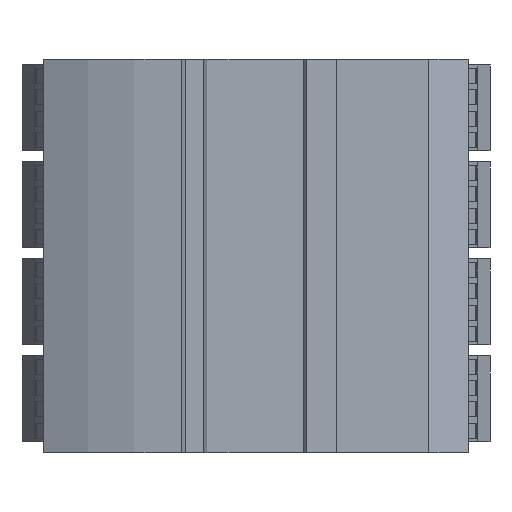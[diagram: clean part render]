
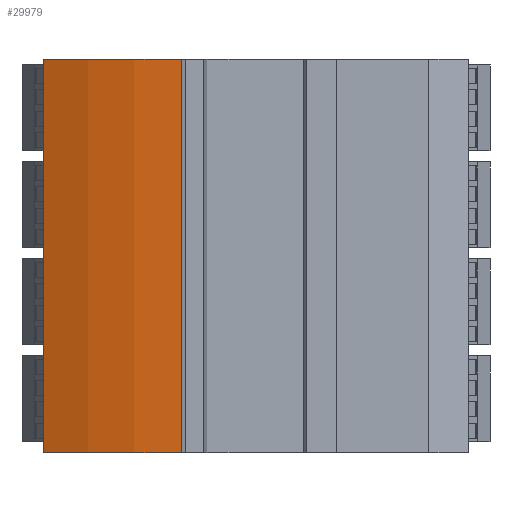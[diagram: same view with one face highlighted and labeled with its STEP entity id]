
A CAD part, left-side view. The second image highlights one B-rep face of the part: STEP entity #29979.
In plain terms, the highlighted cylindrical face has radius 80 mm (diameter 160 mm), a partial arc.
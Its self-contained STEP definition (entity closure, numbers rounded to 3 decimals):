
#440 = EDGE_CURVE ( 'NONE', #21295, #18386, #2270, .T. ) ;
#1047 = EDGE_CURVE ( 'NONE', #1227, #21295, #45979, .T. ) ;
#1227 = VERTEX_POINT ( 'NONE', #18047 ) ;
#2270 = CIRCLE ( 'NONE', #35217, 80. ) ;
#2304 = CARTESIAN_POINT ( 'NONE',  ( -45.825, 48.283, -51.567 ) ) ;
#3951 = CARTESIAN_POINT ( 'NONE',  ( 45.825, 48.283, -51.567 ) ) ;
#4216 = CARTESIAN_POINT ( 'NONE',  ( -45.825, 16.188, -60.03 ) ) ;
#5973 = FACE_OUTER_BOUND ( 'NONE', #38024, .T. ) ;
#6459 = EDGE_CURVE ( 'NONE', #1227, #36255, #44176, .T. ) ;
#6639 = LINE ( 'NONE', #2304, #32380 ) ;
#9791 = AXIS2_PLACEMENT_3D ( 'NONE', #43665, #35559, #46934 ) ;
#10046 = CYLINDRICAL_SURFACE ( 'NONE', #9791, 80. ) ;
#15214 = CARTESIAN_POINT ( 'NONE',  ( -45.825, 48.283, -51.567 ) ) ;
#16963 = DIRECTION ( 'NONE',  ( 1., 0., 0. ) ) ;
#17369 = CARTESIAN_POINT ( 'NONE',  ( 45.825, 16.188, -60.03 ) ) ;
#18047 = CARTESIAN_POINT ( 'NONE',  ( -45.825, 16.188, -60.03 ) ) ;
#18386 = VERTEX_POINT ( 'NONE', #3951 ) ;
#20150 = ORIENTED_EDGE ( 'NONE', *, *, #440, .F. ) ;
#21295 = VERTEX_POINT ( 'NONE', #17369 ) ;
#22515 = AXIS2_PLACEMENT_3D ( 'NONE', #31368, #27279, #48410 ) ;
#26839 = CARTESIAN_POINT ( 'NONE',  ( 45.825, 12.281, 19.875 ) ) ;
#26882 = VECTOR ( 'NONE', #16963, 1000. ) ;
#27279 = DIRECTION ( 'NONE',  ( 1., 0., 0. ) ) ;
#28822 = ORIENTED_EDGE ( 'NONE', *, *, #33249, .T. ) ;
#29979 = ADVANCED_FACE ( 'NONE', ( #5973 ), #10046, .T. ) ;
#31368 = CARTESIAN_POINT ( 'NONE',  ( -45.825, 12.281, 19.875 ) ) ;
#31886 = DIRECTION ( 'NONE',  ( 1., 0., 0. ) ) ;
#32380 = VECTOR ( 'NONE', #31886, 1000. ) ;
#33249 = EDGE_CURVE ( 'NONE', #36255, #18386, #6639, .T. ) ;
#34742 = DIRECTION ( 'NONE',  ( 1., 0., 0. ) ) ;
#35217 = AXIS2_PLACEMENT_3D ( 'NONE', #26839, #34742, #50707 ) ;
#35559 = DIRECTION ( 'NONE',  ( -1., 0., 0. ) ) ;
#36255 = VERTEX_POINT ( 'NONE', #15214 ) ;
#38024 = EDGE_LOOP ( 'NONE', ( #28822, #20150, #51278, #46237 ) ) ;
#43665 = CARTESIAN_POINT ( 'NONE',  ( -45.825, 12.281, 19.875 ) ) ;
#44176 = CIRCLE ( 'NONE', #22515, 80. ) ;
#45979 = LINE ( 'NONE', #4216, #26882 ) ;
#46237 = ORIENTED_EDGE ( 'NONE', *, *, #6459, .T. ) ;
#46934 = DIRECTION ( 'NONE',  ( 0., 0., -1. ) ) ;
#48410 = DIRECTION ( 'NONE',  ( 0., 0.049, -0.999 ) ) ;
#50707 = DIRECTION ( 'NONE',  ( 0., 0.049, -0.999 ) ) ;
#51278 = ORIENTED_EDGE ( 'NONE', *, *, #1047, .F. ) ;
